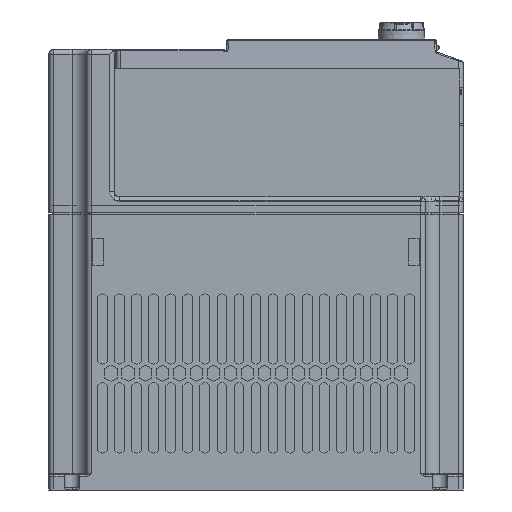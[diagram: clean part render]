
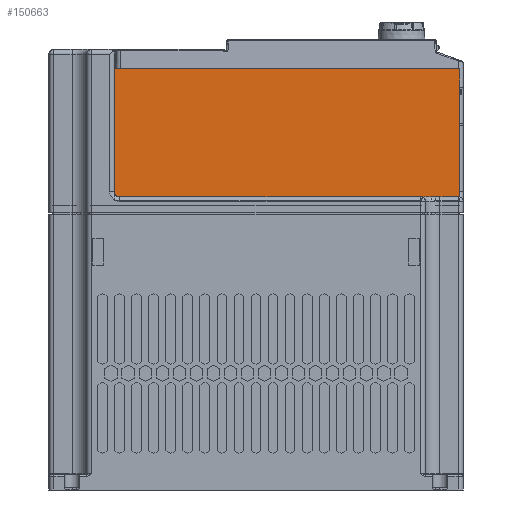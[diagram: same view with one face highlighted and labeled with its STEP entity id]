
A CAD part, front view. The second image highlights one B-rep face of the part: STEP entity #150663.
In plain terms, the highlighted planar face has unit normal (0, -1, 0).
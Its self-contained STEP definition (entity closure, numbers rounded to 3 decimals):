
#3613 = EDGE_LOOP ( 'NONE', ( #50131, #93203, #65681, #97626, #52516, #19687, #69196, #177921, #89180 ) ) ;
#4129 = VERTEX_POINT ( 'NONE', #111389 ) ;
#6167 = VECTOR ( 'NONE', #97327, 1000. ) ;
#6585 = LINE ( 'NONE', #45227, #156741 ) ;
#13276 = VECTOR ( 'NONE', #104502, 1000. ) ;
#14014 = EDGE_CURVE ( 'NONE', #4129, #118796, #39782, .T. ) ;
#15672 = LINE ( 'NONE', #41413, #6167 ) ;
#17721 = DIRECTION ( 'NONE',  ( -1., 0., 0. ) ) ;
#19687 = ORIENTED_EDGE ( 'NONE', *, *, #166814, .T. ) ;
#23959 = DIRECTION ( 'NONE',  ( 0., 0., 1. ) ) ;
#24977 = VECTOR ( 'NONE', #88722, 1000. ) ;
#37115 = CARTESIAN_POINT ( 'NONE',  ( 83.7, -107.785, 117.663 ) ) ;
#38463 = DIRECTION ( 'NONE',  ( -1., 0., 0. ) ) ;
#38508 = CARTESIAN_POINT ( 'NONE',  ( 83.7, -107.785, 162.3 ) ) ;
#39782 = LINE ( 'NONE', #37115, #55511 ) ;
#41413 = CARTESIAN_POINT ( 'NONE',  ( 83.7, -107.785, 117.663 ) ) ;
#45227 = CARTESIAN_POINT ( 'NONE',  ( 83.7, -107.785, 171.663 ) ) ;
#47405 = DIRECTION ( 'NONE',  ( -1., 0., 0. ) ) ;
#48391 = EDGE_CURVE ( 'NONE', #117335, #147341, #63576, .T. ) ;
#49354 = VECTOR ( 'NONE', #23959, 1000. ) ;
#49881 = DIRECTION ( 'NONE',  ( -1., 0., 0. ) ) ;
#50131 = ORIENTED_EDGE ( 'NONE', *, *, #48391, .T. ) ;
#52516 = ORIENTED_EDGE ( 'NONE', *, *, #14014, .T. ) ;
#53007 = CARTESIAN_POINT ( 'NONE',  ( 83.7, -107.785, 171.663 ) ) ;
#55511 = VECTOR ( 'NONE', #79131, 1000. ) ;
#58685 = EDGE_CURVE ( 'NONE', #4129, #121001, #160043, .T. ) ;
#59360 = EDGE_CURVE ( 'NONE', #121001, #95344, #119988, .T. ) ;
#63576 = LINE ( 'NONE', #75477, #109143 ) ;
#65681 = ORIENTED_EDGE ( 'NONE', *, *, #59360, .F. ) ;
#69066 = EDGE_CURVE ( 'NONE', #95073, #93844, #172605, .T. ) ;
#69196 = ORIENTED_EDGE ( 'NONE', *, *, #128646, .T. ) ;
#69210 = CARTESIAN_POINT ( 'NONE',  ( -58., -107.785, 171.663 ) ) ;
#75477 = CARTESIAN_POINT ( 'NONE',  ( 83.7, -107.785, 171.663 ) ) ;
#76580 = CARTESIAN_POINT ( 'NONE',  ( 83.7, -107.785, 169.609 ) ) ;
#79131 = DIRECTION ( 'NONE',  ( 0., 0., 1. ) ) ;
#85983 = CARTESIAN_POINT ( 'NONE',  ( 83.7, -107.785, 161. ) ) ;
#88722 = DIRECTION ( 'NONE',  ( 0., 0., 1. ) ) ;
#89180 = ORIENTED_EDGE ( 'NONE', *, *, #179115, .T. ) ;
#91601 = CARTESIAN_POINT ( 'NONE',  ( -58., -107.785, 117.663 ) ) ;
#93203 = ORIENTED_EDGE ( 'NONE', *, *, #175706, .T. ) ;
#93844 = VERTEX_POINT ( 'NONE', #100333 ) ;
#95073 = VERTEX_POINT ( 'NONE', #76580 ) ;
#95187 = LINE ( 'NONE', #53007, #160793 ) ;
#95344 = VERTEX_POINT ( 'NONE', #69210 ) ;
#97327 = DIRECTION ( 'NONE',  ( 0., 0., 1. ) ) ;
#97626 = ORIENTED_EDGE ( 'NONE', *, *, #58685, .F. ) ;
#100333 = CARTESIAN_POINT ( 'NONE',  ( 83.7, -107.785, 171.663 ) ) ;
#104502 = DIRECTION ( 'NONE',  ( 0., 0., 1. ) ) ;
#109143 = VECTOR ( 'NONE', #49881, 1000. ) ;
#111389 = CARTESIAN_POINT ( 'NONE',  ( 83.7, -107.785, 117.663 ) ) ;
#116607 = CARTESIAN_POINT ( 'NONE',  ( 83.275, -107.785, 171.663 ) ) ;
#117046 = CARTESIAN_POINT ( 'NONE',  ( 83.7, -107.785, 117.663 ) ) ;
#117335 = VERTEX_POINT ( 'NONE', #116607 ) ;
#118796 = VERTEX_POINT ( 'NONE', #85983 ) ;
#118948 = LINE ( 'NONE', #174780, #24977 ) ;
#119970 = FACE_OUTER_BOUND ( 'NONE', #3613, .T. ) ;
#119988 = LINE ( 'NONE', #91601, #13276 ) ;
#120065 = AXIS2_PLACEMENT_3D ( 'NONE', #164776, #175798, #38463 ) ;
#121001 = VERTEX_POINT ( 'NONE', #169002 ) ;
#128646 = EDGE_CURVE ( 'NONE', #147744, #95073, #118948, .T. ) ;
#146024 = CARTESIAN_POINT ( 'NONE',  ( 83.7, -107.785, 117.663 ) ) ;
#147341 = VERTEX_POINT ( 'NONE', #154659 ) ;
#147744 = VERTEX_POINT ( 'NONE', #38508 ) ;
#150663 = ADVANCED_FACE ( 'NONE', ( #119970 ), #177596, .F. ) ;
#154659 = CARTESIAN_POINT ( 'NONE',  ( -55.775, -107.785, 171.663 ) ) ;
#156741 = VECTOR ( 'NONE', #17721, 1000. ) ;
#160043 = LINE ( 'NONE', #117046, #167980 ) ;
#160793 = VECTOR ( 'NONE', #162095, 1000. ) ;
#162095 = DIRECTION ( 'NONE',  ( -1., 0., 0. ) ) ;
#164776 = CARTESIAN_POINT ( 'NONE',  ( 83.7, -107.785, 117.663 ) ) ;
#166814 = EDGE_CURVE ( 'NONE', #118796, #147744, #15672, .T. ) ;
#167980 = VECTOR ( 'NONE', #47405, 1000. ) ;
#169002 = CARTESIAN_POINT ( 'NONE',  ( -58., -107.785, 117.663 ) ) ;
#172605 = LINE ( 'NONE', #146024, #49354 ) ;
#174780 = CARTESIAN_POINT ( 'NONE',  ( 83.7, -107.785, 117.663 ) ) ;
#175706 = EDGE_CURVE ( 'NONE', #147341, #95344, #6585, .T. ) ;
#175798 = DIRECTION ( 'NONE',  ( 0., 1., 0. ) ) ;
#177596 = PLANE ( 'NONE',  #120065 ) ;
#177921 = ORIENTED_EDGE ( 'NONE', *, *, #69066, .T. ) ;
#179115 = EDGE_CURVE ( 'NONE', #93844, #117335, #95187, .T. ) ;
